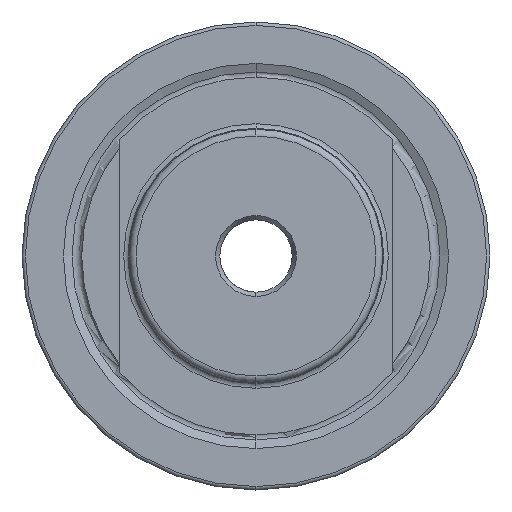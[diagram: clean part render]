
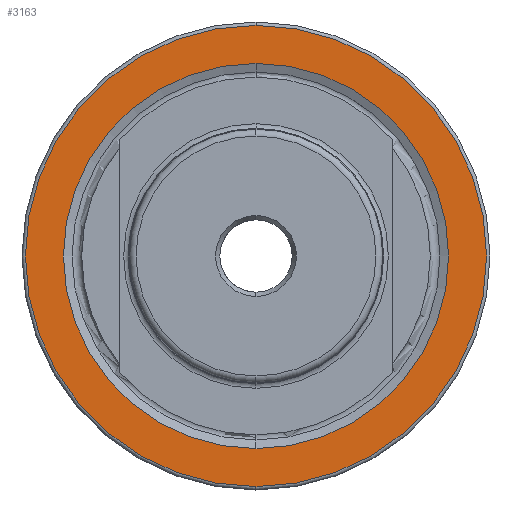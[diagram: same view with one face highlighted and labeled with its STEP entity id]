
A CAD part, left-side view. The second image highlights one B-rep face of the part: STEP entity #3163.
In plain terms, the highlighted planar face has unit normal (-1, 0, 0).
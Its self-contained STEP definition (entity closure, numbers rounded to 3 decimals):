
#249 = AXIS2_PLACEMENT_3D ( 'NONE', #523, #505, #451 ) ;
#375 = DIRECTION ( 'NONE',  ( 0., 0., 1. ) ) ;
#388 = DIRECTION ( 'NONE',  ( -1., 0., 0. ) ) ;
#405 = CARTESIAN_POINT ( 'NONE',  ( 30., 0., 0. ) ) ;
#451 = DIRECTION ( 'NONE',  ( 0., 0., 1. ) ) ;
#505 = DIRECTION ( 'NONE',  ( -1., 0., 0. ) ) ;
#514 = AXIS2_PLACEMENT_3D ( 'NONE', #2941, #2214, #2197 ) ;
#523 = CARTESIAN_POINT ( 'NONE',  ( 30., 0., 0. ) ) ;
#545 = VERTEX_POINT ( 'NONE', #1481 ) ;
#745 = CARTESIAN_POINT ( 'NONE',  ( 30., 0., -27.1 ) ) ;
#893 = CIRCLE ( 'NONE', #249, 22.632 ) ;
#1262 = EDGE_CURVE ( 'NONE', #3386, #3603, #4449, .T. ) ;
#1439 = ORIENTED_EDGE ( 'NONE', *, *, #3558, .T. ) ;
#1481 = CARTESIAN_POINT ( 'NONE',  ( 30., 0., -22.632 ) ) ;
#1576 = ORIENTED_EDGE ( 'NONE', *, *, #1262, .T. ) ;
#1708 = EDGE_LOOP ( 'NONE', ( #1576, #1439 ) ) ;
#1910 = DIRECTION ( 'NONE',  ( 0., 0., 1. ) ) ;
#2099 = ORIENTED_EDGE ( 'NONE', *, *, #2832, .F. ) ;
#2151 = DIRECTION ( 'NONE',  ( -1., 0., 0. ) ) ;
#2197 = DIRECTION ( 'NONE',  ( 0., 0., -1. ) ) ;
#2214 = DIRECTION ( 'NONE',  ( 1., 0., 0. ) ) ;
#2241 = CIRCLE ( 'NONE', #3292, 22.632 ) ;
#2243 = CARTESIAN_POINT ( 'NONE',  ( 30., 0., 0. ) ) ;
#2551 = ORIENTED_EDGE ( 'NONE', *, *, #3179, .F. ) ;
#2717 = CARTESIAN_POINT ( 'NONE',  ( 30., 0., 22.632 ) ) ;
#2719 = PLANE ( 'NONE',  #514 ) ;
#2832 = EDGE_CURVE ( 'NONE', #545, #4695, #2241, .T. ) ;
#2907 = AXIS2_PLACEMENT_3D ( 'NONE', #4493, #4566, #5020 ) ;
#2941 = CARTESIAN_POINT ( 'NONE',  ( 30., -22.632, 0. ) ) ;
#3163 = ADVANCED_FACE ( 'NONE', ( #5522, #4333 ), #2719, .F. ) ;
#3179 = EDGE_CURVE ( 'NONE', #4695, #545, #893, .T. ) ;
#3292 = AXIS2_PLACEMENT_3D ( 'NONE', #405, #388, #375 ) ;
#3386 = VERTEX_POINT ( 'NONE', #3690 ) ;
#3558 = EDGE_CURVE ( 'NONE', #3603, #3386, #3844, .T. ) ;
#3603 = VERTEX_POINT ( 'NONE', #745 ) ;
#3690 = CARTESIAN_POINT ( 'NONE',  ( 30., 0., 27.1 ) ) ;
#3844 = CIRCLE ( 'NONE', #5331, 27.1 ) ;
#4333 = FACE_OUTER_BOUND ( 'NONE', #1708, .T. ) ;
#4449 = CIRCLE ( 'NONE', #2907, 27.1 ) ;
#4493 = CARTESIAN_POINT ( 'NONE',  ( 30., 0., 0. ) ) ;
#4566 = DIRECTION ( 'NONE',  ( -1., 0., 0. ) ) ;
#4695 = VERTEX_POINT ( 'NONE', #2717 ) ;
#5020 = DIRECTION ( 'NONE',  ( 0., 0., 1. ) ) ;
#5331 = AXIS2_PLACEMENT_3D ( 'NONE', #2243, #2151, #1910 ) ;
#5507 = EDGE_LOOP ( 'NONE', ( #2551, #2099 ) ) ;
#5522 = FACE_BOUND ( 'NONE', #5507, .T. ) ;
